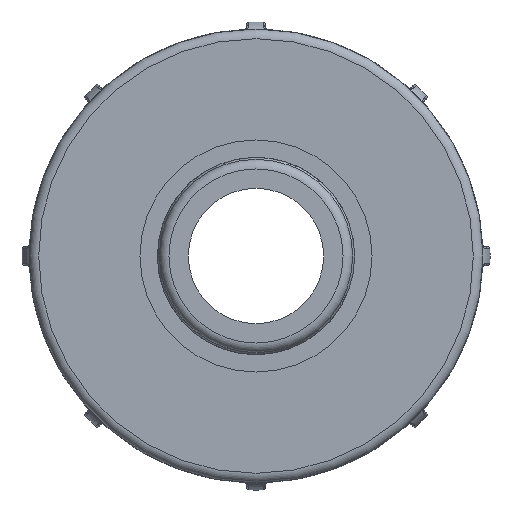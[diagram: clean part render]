
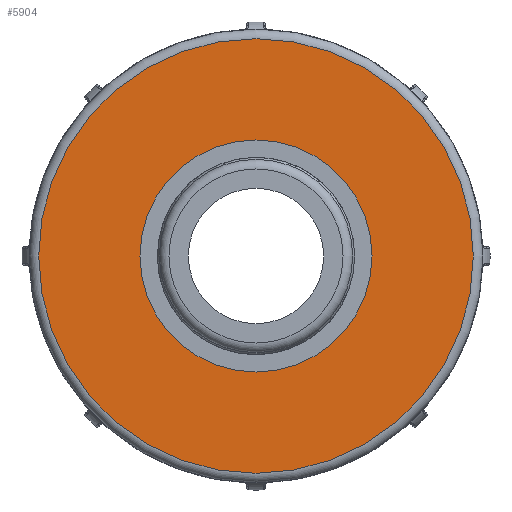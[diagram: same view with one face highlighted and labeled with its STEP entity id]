
A CAD part, left-side view. The second image highlights one B-rep face of the part: STEP entity #5904.
In plain terms, the highlighted planar face has unit normal (-1, 0, 0).
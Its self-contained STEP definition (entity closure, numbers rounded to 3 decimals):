
#49=FACE_BOUND('',#1072,.T.);
#125=PLANE('',#6677);
#674=FACE_OUTER_BOUND('',#1071,.T.);
#1071=EDGE_LOOP('',(#5354));
#1072=EDGE_LOOP('',(#5355));
#2184=CIRCLE('',#6676,29.718);
#2185=CIRCLE('',#6678,15.865);
#2713=VERTEX_POINT('',#12793);
#2714=VERTEX_POINT('',#12796);
#3599=EDGE_CURVE('',#2713,#2713,#2184,.T.);
#3600=EDGE_CURVE('',#2714,#2714,#2185,.T.);
#5354=ORIENTED_EDGE('',*,*,#3599,.F.);
#5355=ORIENTED_EDGE('',*,*,#3600,.T.);
#5904=ADVANCED_FACE('',(#674,#49),#125,.T.);
#6676=AXIS2_PLACEMENT_3D('',#12794,#8473,#8474);
#6677=AXIS2_PLACEMENT_3D('',#12795,#8475,#8476);
#6678=AXIS2_PLACEMENT_3D('',#12797,#8477,#8478);
#8473=DIRECTION('center_axis',(1.,0.,0.));
#8474=DIRECTION('ref_axis',(0.,-1.,0.));
#8475=DIRECTION('center_axis',(-1.,0.,0.));
#8476=DIRECTION('ref_axis',(0.,0.,1.));
#8477=DIRECTION('center_axis',(1.,0.,0.));
#8478=DIRECTION('ref_axis',(0.,0.,-1.));
#12793=CARTESIAN_POINT('',(-76.2,29.718,0.));
#12794=CARTESIAN_POINT('Origin',(-76.2,0.,0.));
#12795=CARTESIAN_POINT('Origin',(-76.2,31.04,0.));
#12796=CARTESIAN_POINT('',(-76.2,15.865,0.));
#12797=CARTESIAN_POINT('Origin',(-76.2,0.,0.));
